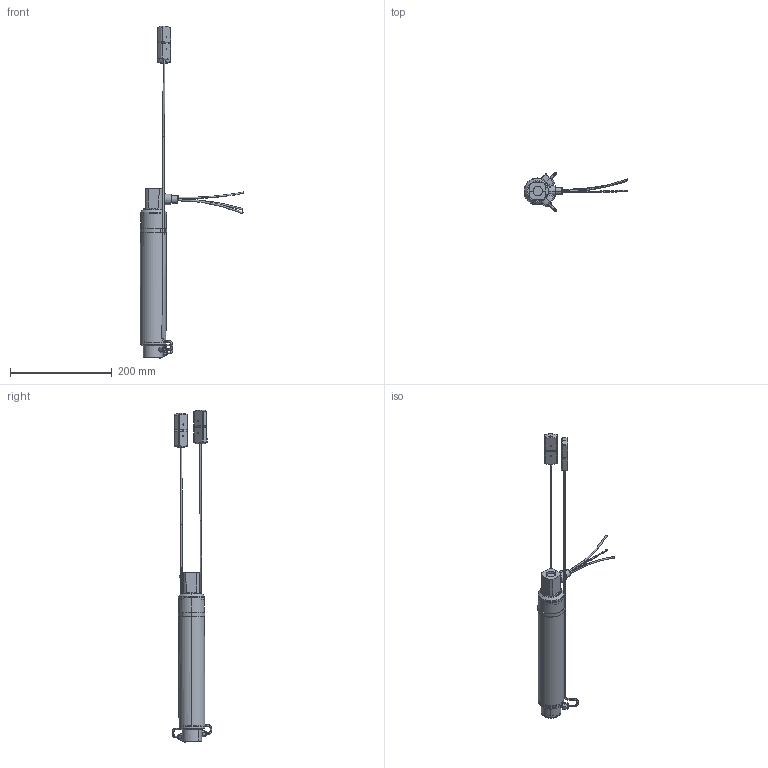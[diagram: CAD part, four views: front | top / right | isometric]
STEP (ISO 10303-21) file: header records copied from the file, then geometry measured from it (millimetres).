
FILE_DESCRIPTION (( 'STEP AP203' ), '1' );
FILE_NAME ('CT150 2CER 1-2F NF-TF2 AUG2017 203.STEP', '2017-08-31T18:15:39', ( '' ), ( '' ), 'SwSTEP 2.0', 'SolidWorks 2017', '' );
FILE_SCHEMA (( 'CONFIG_CONTROL_DESIGN' ));
Length unit declared in the file: inch
Products named in the file (1): CT150 2CER 1-2F NF-TF2 AUG2017 203
Bounding box: 203.86 x 77.24 x 651.47 mm (x, y, z)
Volume: 165895.5 mm3; surface area: 155190.7 mm2
Topology: 26 solids, 26 shells, 523 faces, 1230 edges, 747 vertices
Faces by surface type: cylinder 250, plane 140, bspline 72, cone 53, torus 8
Entity records: 16857 total; most frequent: CARTESIAN_POINT 4740, DIRECTION 2724, ORIENTED_EDGE 2396, EDGE_CURVE 1198, AXIS2_PLACEMENT_3D 1141, VERTEX_POINT 747, CIRCLE 689, EDGE_LOOP 589
